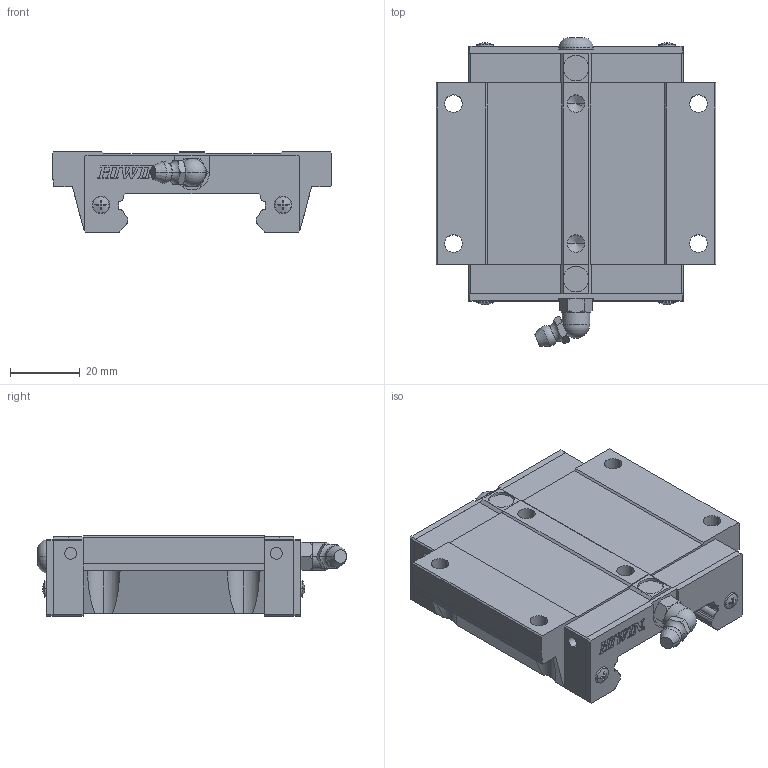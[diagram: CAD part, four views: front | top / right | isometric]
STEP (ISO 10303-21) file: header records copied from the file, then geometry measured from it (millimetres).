
FILE_DESCRIPTION(('no description'),'unknown implementation level');
FILE_NAME('WEW27CC_Z0_H_SS_FILE_8.stp',' ',('HIWIN GmbH'),('CADClick - KiM GmbH - www.kimweb.de'),'unknown preprocess','ACIS','unknown authorization');
FILE_SCHEMA(('automotive_design'));
Length unit declared in the file: millimetre
Products named in the file (1): WEW27CC Z0 H SS_FILE
Bounding box: 80 x 88.31 x 23 mm (x, y, z)
Volume: 78645.4 mm3; surface area: 20102 mm2
Topology: 1 solids, 5 shells, 653 faces, 1785 edges, 1171 vertices
Faces by surface type: plane 429, cylinder 162, cone 42, torus 18, sphere 2
Entity records: 40728 total; most frequent: CARTESIAN_POINT 4100, STYLED_ITEM 3604, PRESENTATION_STYLE_ASSIGNMENT 3604, COLOUR_RGB 3604, ORIENTED_EDGE 3558, DIRECTION 3380, EDGE_CURVE 1779, CURVE_STYLE 1779
